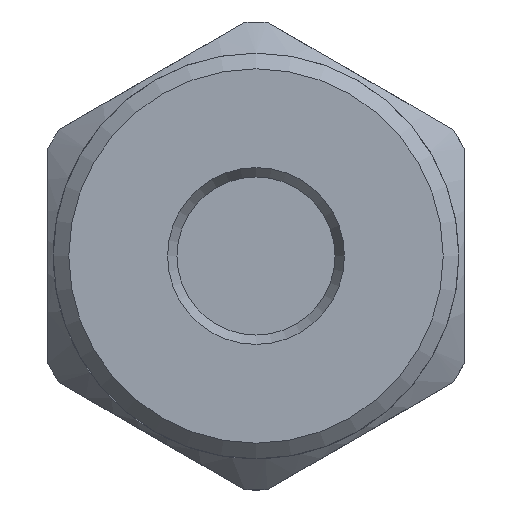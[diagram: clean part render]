
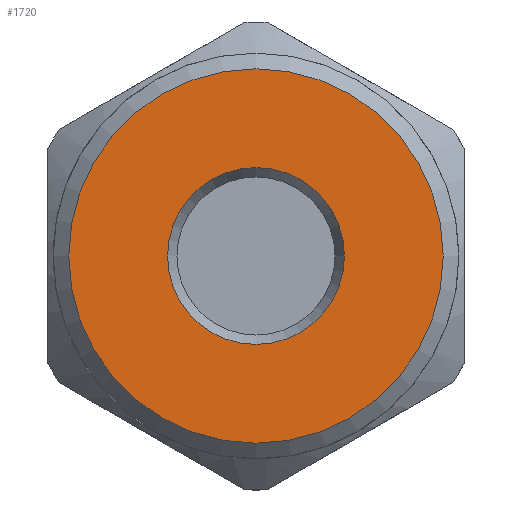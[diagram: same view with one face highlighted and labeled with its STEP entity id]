
A CAD part, left-side view. The second image highlights one B-rep face of the part: STEP entity #1720.
In plain terms, the highlighted planar face has unit normal (-1, 0, 0).
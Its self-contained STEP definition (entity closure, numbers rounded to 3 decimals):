
#144=CIRCLE('',#1794,18.);
#152=CIRCLE('',#1808,8.5);
#212=PLANE('',#1847);
#460=ORIENTED_EDGE('',*,*,#621,.T.);
#461=ORIENTED_EDGE('',*,*,#636,.T.);
#621=EDGE_CURVE('',#770,#770,#144,.F.);
#636=EDGE_CURVE('',#781,#781,#152,.T.);
#770=VERTEX_POINT('',#2455);
#781=VERTEX_POINT('',#2510);
#968=EDGE_LOOP('',(#460));
#969=EDGE_LOOP('',(#461));
#1070=FACE_BOUND('',#968,.T.);
#1071=FACE_BOUND('',#969,.T.);
#1720=ADVANCED_FACE('',(#1070,#1071),#212,.F.);
#1794=AXIS2_PLACEMENT_3D('',#2454,#1999,#2000);
#1808=AXIS2_PLACEMENT_3D('',#2509,#2029,#2030);
#1847=AXIS2_PLACEMENT_3D('',#2693,#2121,#2122);
#1999=DIRECTION('',(1.,0.,0.));
#2000=DIRECTION('',(0.,1.,0.));
#2029=DIRECTION('',(1.,0.,0.));
#2030=DIRECTION('',(0.,-1.,0.));
#2121=DIRECTION('',(1.,0.,0.));
#2122=DIRECTION('',(0.,1.,0.));
#2454=CARTESIAN_POINT('',(-41.,0.,0.));
#2455=CARTESIAN_POINT('',(-41.,18.,0.));
#2509=CARTESIAN_POINT('',(-41.,0.,0.));
#2510=CARTESIAN_POINT('',(-41.,-8.5,0.));
#2693=CARTESIAN_POINT('',(-41.,0.,0.));
